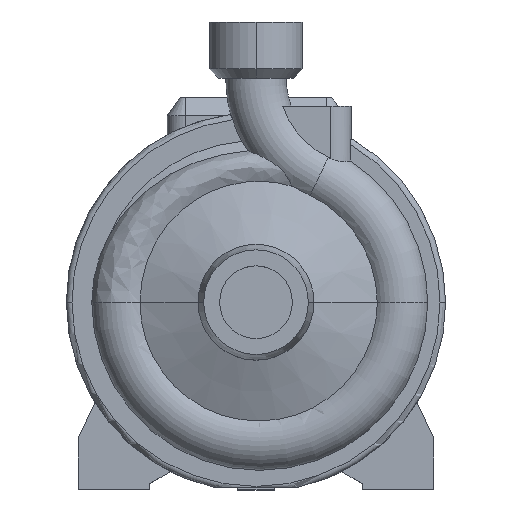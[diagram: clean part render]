
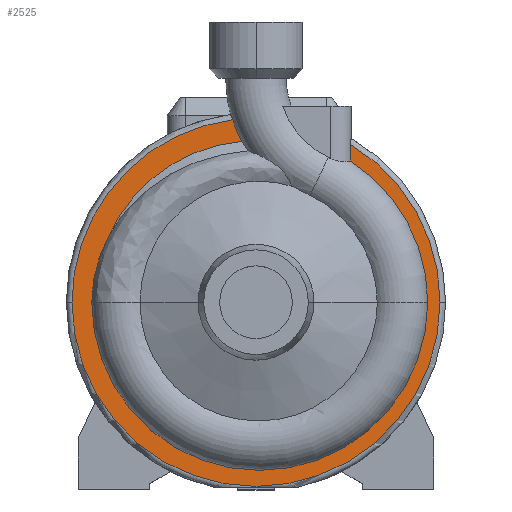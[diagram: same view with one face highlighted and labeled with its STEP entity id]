
A CAD part, top view. The second image highlights one B-rep face of the part: STEP entity #2525.
In plain terms, the highlighted planar face has unit normal (0, 0, 1).
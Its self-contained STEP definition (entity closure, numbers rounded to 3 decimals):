
#160 = DIRECTION ( 'NONE',  ( 0., 0., -1. ) ) ;
#190 = ORIENTED_EDGE ( 'NONE', *, *, #11533, .T. ) ;
#386 = CARTESIAN_POINT ( 'NONE',  ( 0., 0., 3.1 ) ) ;
#937 = CARTESIAN_POINT ( 'NONE',  ( 0., 0., 3.1 ) ) ;
#941 = AXIS2_PLACEMENT_3D ( 'NONE', #6756, #7812, #3115 ) ;
#948 = CARTESIAN_POINT ( 'NONE',  ( -84.904, 20.954, 3.1 ) ) ;
#981 = DIRECTION ( 'NONE',  ( -1., 0., 0. ) ) ;
#1155 = VECTOR ( 'NONE', #11465, 1000. ) ;
#1172 = ORIENTED_EDGE ( 'NONE', *, *, #8703, .T. ) ;
#1219 = EDGE_CURVE ( 'NONE', #1526, #6918, #3861, .T. ) ;
#1270 = DIRECTION ( 'NONE',  ( 0., 0., 1. ) ) ;
#1526 = VERTEX_POINT ( 'NONE', #8636 ) ;
#1677 = CIRCLE ( 'NONE', #8589, 98.5 ) ;
#2029 = DIRECTION ( 'NONE',  ( 0., 0., -1. ) ) ;
#2120 = ORIENTED_EDGE ( 'NONE', *, *, #4473, .F. ) ;
#2139 = ORIENTED_EDGE ( 'NONE', *, *, #3956, .F. ) ;
#2303 = AXIS2_PLACEMENT_3D ( 'NONE', #6665, #2029, #981 ) ;
#2322 = CIRCLE ( 'NONE', #941, 89.9 ) ;
#2345 = CARTESIAN_POINT ( 'NONE',  ( 0., 98.5, 3.1 ) ) ;
#2525 = ADVANCED_FACE ( 'NONE', ( #10898 ), #5990, .F. ) ;
#2822 = AXIS2_PLACEMENT_3D ( 'NONE', #7929, #3973, #10545 ) ;
#2871 = CARTESIAN_POINT ( 'NONE',  ( -80.586, 32.151, 3.1 ) ) ;
#2981 = CARTESIAN_POINT ( 'NONE',  ( -87.13, 10.629, 3.1 ) ) ;
#3115 = DIRECTION ( 'NONE',  ( -1., 0., 0. ) ) ;
#3134 = EDGE_CURVE ( 'NONE', #4008, #3261, #4490, .T. ) ;
#3207 = AXIS2_PLACEMENT_3D ( 'NONE', #4233, #10133, #9131 ) ;
#3251 = VERTEX_POINT ( 'NONE', #8874 ) ;
#3261 = VERTEX_POINT ( 'NONE', #10685 ) ;
#3586 = EDGE_CURVE ( 'NONE', #3261, #3251, #2322, .T. ) ;
#3786 = CARTESIAN_POINT ( 'NONE',  ( -87.899, 3.051, 3.1 ) ) ;
#3861 = CIRCLE ( 'NONE', #2303, 74.533 ) ;
#3908 = CARTESIAN_POINT ( 'NONE',  ( -86.014, 16.582, 3.1 ) ) ;
#3947 = ORIENTED_EDGE ( 'NONE', *, *, #3134, .T. ) ;
#3956 = EDGE_CURVE ( 'NONE', #4008, #8747, #7662, .T. ) ;
#3973 = DIRECTION ( 'NONE',  ( 0., 0., 1. ) ) ;
#4008 = VERTEX_POINT ( 'NONE', #6105 ) ;
#4056 = CARTESIAN_POINT ( 'NONE',  ( -12.439, 97.711, 3.1 ) ) ;
#4074 = DIRECTION ( 'NONE',  ( 0., 0., -1. ) ) ;
#4110 = DIRECTION ( 'NONE',  ( 1., 0., 0. ) ) ;
#4111 = CIRCLE ( 'NONE', #9066, 86.5 ) ;
#4233 = CARTESIAN_POINT ( 'NONE',  ( 2., -0.021, 3.1 ) ) ;
#4313 = CARTESIAN_POINT ( 'NONE',  ( 98.5, 0., 3.1 ) ) ;
#4383 = EDGE_CURVE ( 'NONE', #1526, #8238, #4111, .T. ) ;
#4437 = CIRCLE ( 'NONE', #11389, 98.5 ) ;
#4473 = EDGE_CURVE ( 'NONE', #8238, #10445, #9287, .T. ) ;
#4490 = CIRCLE ( 'NONE', #8244, 89.9 ) ;
#4719 = CARTESIAN_POINT ( 'NONE',  ( -87.237, 9.873, 3.1 ) ) ;
#4774 = CARTESIAN_POINT ( 'NONE',  ( -86.764, 12.879, 3.1 ) ) ;
#5004 = CARTESIAN_POINT ( 'NONE',  ( -98.5, 0., 3.1 ) ) ;
#5174 = CIRCLE ( 'NONE', #2822, 98.5 ) ;
#5382 = EDGE_LOOP ( 'NONE', ( #190, #1172, #7935, #2139, #3947, #12218, #6854, #2120, #9044, #7448 ) ) ;
#5685 = CARTESIAN_POINT ( 'NONE',  ( 2., -0.021, 3.1 ) ) ;
#5825 = CARTESIAN_POINT ( 'NONE',  ( -79.175, 34.837, 3.1 ) ) ;
#5891 = CARTESIAN_POINT ( 'NONE',  ( -86.893, 12.132, 3.1 ) ) ;
#5990 = PLANE ( 'NONE',  #6447 ) ;
#6105 = CARTESIAN_POINT ( 'NONE',  ( 50.554, 75.639, 3.1 ) ) ;
#6178 = DIRECTION ( 'NONE',  ( -1., 0., 0. ) ) ;
#6447 = AXIS2_PLACEMENT_3D ( 'NONE', #2345, #4074, #6178 ) ;
#6577 = VERTEX_POINT ( 'NONE', #4313 ) ;
#6665 = CARTESIAN_POINT ( 'NONE',  ( 58.683, 120., 3.1 ) ) ;
#6745 = CARTESIAN_POINT ( 'NONE',  ( -86.341, 15.11, 3.1 ) ) ;
#6756 = CARTESIAN_POINT ( 'NONE',  ( 2., -0.021, 3.1 ) ) ;
#6807 = CARTESIAN_POINT ( 'NONE',  ( -83.989, 23.809, 3.1 ) ) ;
#6854 = ORIENTED_EDGE ( 'NONE', *, *, #9550, .T. ) ;
#6918 = VERTEX_POINT ( 'NONE', #4056 ) ;
#7448 = ORIENTED_EDGE ( 'NONE', *, *, #1219, .T. ) ;
#7662 = LINE ( 'NONE', #9579, #1155 ) ;
#7685 = CARTESIAN_POINT ( 'NONE',  ( -87.9, -0.001, 3.1 ) ) ;
#7812 = DIRECTION ( 'NONE',  ( 0., 0., -1. ) ) ;
#7929 = CARTESIAN_POINT ( 'NONE',  ( 0., 0., 3.1 ) ) ;
#7935 = ORIENTED_EDGE ( 'NONE', *, *, #11805, .T. ) ;
#7948 = CIRCLE ( 'NONE', #3207, 89.9 ) ;
#8238 = VERTEX_POINT ( 'NONE', #10877 ) ;
#8244 = AXIS2_PLACEMENT_3D ( 'NONE', #5685, #160, #11512 ) ;
#8487 = DIRECTION ( 'NONE',  ( 0., 0., 1. ) ) ;
#8589 = AXIS2_PLACEMENT_3D ( 'NONE', #937, #8487, #12168 ) ;
#8636 = CARTESIAN_POINT ( 'NONE',  ( -7.722, 86.155, 3.1 ) ) ;
#8703 = EDGE_CURVE ( 'NONE', #11949, #6577, #4437, .T. ) ;
#8747 = VERTEX_POINT ( 'NONE', #9994 ) ;
#8756 = CARTESIAN_POINT ( 'NONE',  ( 0., 0., 3.1 ) ) ;
#8874 = CARTESIAN_POINT ( 'NONE',  ( -87.9, -0.021, 3.1 ) ) ;
#9044 = ORIENTED_EDGE ( 'NONE', *, *, #4383, .F. ) ;
#9066 = AXIS2_PLACEMENT_3D ( 'NONE', #8756, #1270, #4110 ) ;
#9131 = DIRECTION ( 'NONE',  ( -1., 0., 0. ) ) ;
#9287 = B_SPLINE_CURVE_WITH_KNOTS ( 'NONE', 3,
 ( #5825, #2871, #11431, #6807, #948, #3908, #6745, #4774, #5891, #2981, #4719, #10539, #3786, #7685 ),
 .UNSPECIFIED., .F., .F.,
 ( 4, 2, 2, 2, 2, 2, 4 ),
 ( 0.135, 0.144, 0.153, 0.158, 0.16, 0.162, 0.171 ),
 .UNSPECIFIED. ) ;
#9550 = EDGE_CURVE ( 'NONE', #3251, #10445, #7948, .T. ) ;
#9579 = CARTESIAN_POINT ( 'NONE',  ( 50.554, -100.002, 3.1 ) ) ;
#9928 = DIRECTION ( 'NONE',  ( 1., 0., 0. ) ) ;
#9994 = CARTESIAN_POINT ( 'NONE',  ( 50.554, 84.537, 3.1 ) ) ;
#10133 = DIRECTION ( 'NONE',  ( 0., 0., -1. ) ) ;
#10210 = CARTESIAN_POINT ( 'NONE',  ( -87.9, -0.001, 3.1 ) ) ;
#10445 = VERTEX_POINT ( 'NONE', #10210 ) ;
#10539 = CARTESIAN_POINT ( 'NONE',  ( -87.711, 6.091, 3.1 ) ) ;
#10545 = DIRECTION ( 'NONE',  ( 1., 0., 0. ) ) ;
#10685 = CARTESIAN_POINT ( 'NONE',  ( 91.9, -0.021, 3.1 ) ) ;
#10796 = DIRECTION ( 'NONE',  ( 0., 0., 1. ) ) ;
#10877 = CARTESIAN_POINT ( 'NONE',  ( -79.175, 34.837, 3.1 ) ) ;
#10898 = FACE_OUTER_BOUND ( 'NONE', #5382, .T. ) ;
#11389 = AXIS2_PLACEMENT_3D ( 'NONE', #386, #10796, #9928 ) ;
#11431 = CARTESIAN_POINT ( 'NONE',  ( -81.83, 29.407, 3.1 ) ) ;
#11465 = DIRECTION ( 'NONE',  ( 0., 1., 0. ) ) ;
#11512 = DIRECTION ( 'NONE',  ( -1., 0., 0. ) ) ;
#11533 = EDGE_CURVE ( 'NONE', #6918, #11949, #5174, .T. ) ;
#11805 = EDGE_CURVE ( 'NONE', #6577, #8747, #1677, .T. ) ;
#11949 = VERTEX_POINT ( 'NONE', #5004 ) ;
#12168 = DIRECTION ( 'NONE',  ( 1., 0., 0. ) ) ;
#12218 = ORIENTED_EDGE ( 'NONE', *, *, #3586, .T. ) ;
